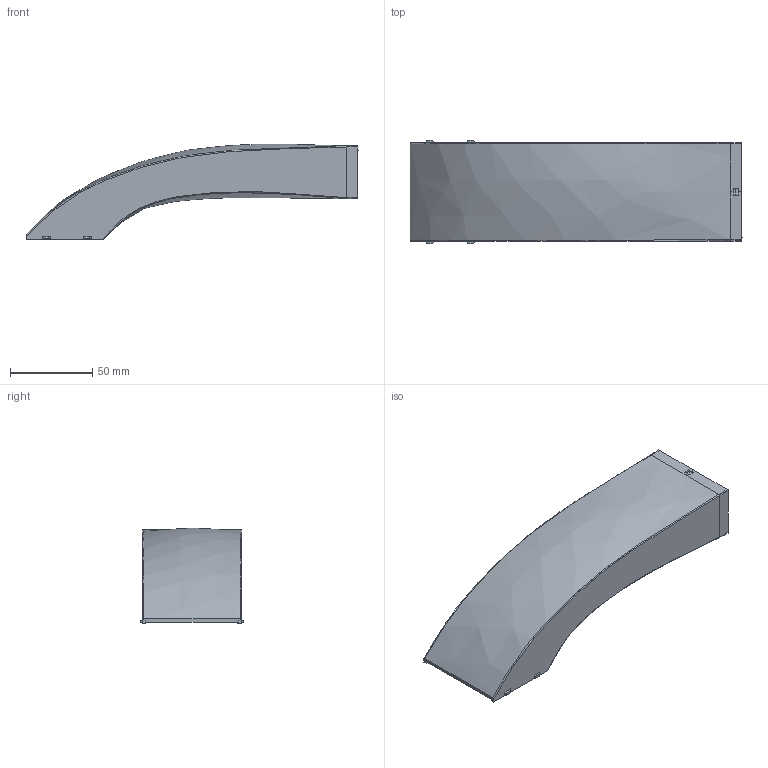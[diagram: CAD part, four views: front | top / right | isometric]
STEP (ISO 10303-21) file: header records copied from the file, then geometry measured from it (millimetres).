
FILE_DESCRIPTION(/* description */ (''),/* implementation_level */ '2;1');
FILE_NAME(/* name */ 'CF-Filter Duct short.step',/* time_stamp */ '2021-11-29T14:28:01+01:00',/* author */ (''),/* organization */ (''),/* preprocessor_version */ 'ST-DEVELOPER v18.1',/* originating_system */ 'Autodesk Translation Framework v10.10.0.1391',/* authorisation */ '');
FILE_SCHEMA (('AUTOMOTIVE_DESIGN { 1 0 10303 214 3 1 1 }'));
Length unit declared in the file: millimetre
Products named in the file (1): CF-Filter Duct short
Bounding box: 201.84 x 62.7 x 58.12 mm (x, y, z)
Volume: 63418.5 mm3; surface area: 64000.4 mm2
Topology: 1 solids, 1 shells, 104 faces, 292 edges, 193 vertices
Faces by surface type: plane 55, bspline 47, cylinder 2
Entity records: 7905 total; most frequent: CARTESIAN_POINT 5653, ORIENTED_EDGE 584, EDGE_CURVE 292, DIRECTION 249, VERTEX_POINT 193, B_SPLINE_CURVE_WITH_KNOTS 171, EDGE_LOOP 109, LINE 109
